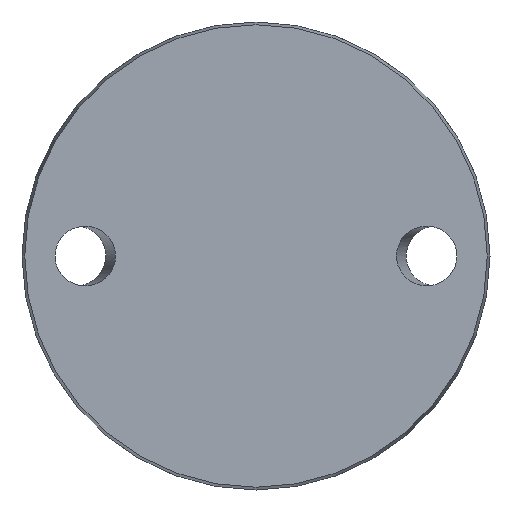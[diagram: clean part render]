
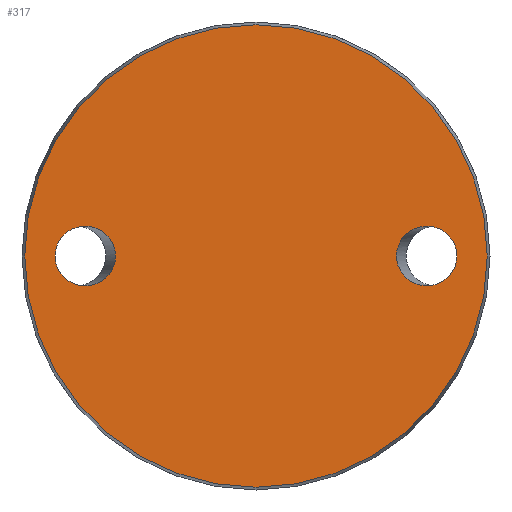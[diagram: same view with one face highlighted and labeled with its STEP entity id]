
A CAD part, front view. The second image highlights one B-rep face of the part: STEP entity #317.
In plain terms, the highlighted planar face has unit normal (0, -1, 0).
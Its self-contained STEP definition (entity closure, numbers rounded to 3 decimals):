
#3 = CARTESIAN_POINT ( 'NONE',  ( -42.087, 0., 0. ) ) ;
#15 = VERTEX_POINT ( 'NONE', #771 ) ;
#18 = CARTESIAN_POINT ( 'NONE',  ( -42.087, 0., 0. ) ) ;
#35 = CARTESIAN_POINT ( 'NONE',  ( 29.413, 0., 12.5 ) ) ;
#38 = EDGE_LOOP ( 'NONE', ( #972 ) ) ;
#83 = FACE_BOUND ( 'NONE', #884, .T. ) ;
#95 = CARTESIAN_POINT ( 'NONE',  ( 0., 0., -48.425 ) ) ;
#120 = DIRECTION ( 'NONE',  ( 0., 0., -1. ) ) ;
#174 = CARTESIAN_POINT ( 'NONE',  ( -29.413, 0., 0. ) ) ;
#182 = EDGE_CURVE ( 'NONE', #15, #15, #258, .T. ) ;
#186 = CARTESIAN_POINT ( 'NONE',  ( 0., 0., 0. ) ) ;
#197 = ORIENTED_EDGE ( 'NONE', *, *, #726, .T. ) ;
#220 = EDGE_CURVE ( 'NONE', #245, #245, #668, .T. ) ;
#223 = DIRECTION ( 'NONE',  ( 0., 0., 1. ) ) ;
#244 = CARTESIAN_POINT ( 'NONE',  ( -29.413, 0., 12.5 ) ) ;
#245 = VERTEX_POINT ( 'NONE', #3 ) ;
#258 =( BOUNDED_CURVE ( )  B_SPLINE_CURVE ( 3, ( #408, #644, #337, #786, #422, #35, #558 ),
 .UNSPECIFIED., .T., .F. ) 
 B_SPLINE_CURVE_WITH_KNOTS ( ( 4, 3, 4 ),
 ( 0., 3.142, 6.283 ),
 .UNSPECIFIED. ) 
 CURVE ( )  GEOMETRIC_REPRESENTATION_ITEM ( )  RATIONAL_B_SPLINE_CURVE ( ( 1., 0.333, 0.333, 1., 0.333, 0.333, 1. ) ) 
 REPRESENTATION_ITEM ( '' )  );
#315 = AXIS2_PLACEMENT_3D ( 'NONE', #186, #866, #120 ) ;
#317 = ADVANCED_FACE ( 'NONE', ( #696, #83, #906 ), #503, .F. ) ;
#337 = CARTESIAN_POINT ( 'NONE',  ( 42.087, 0., -12.5 ) ) ;
#358 = CIRCLE ( 'NONE', #315, 48.425 ) ;
#408 = CARTESIAN_POINT ( 'NONE',  ( 29.413, 0., 0. ) ) ;
#422 = CARTESIAN_POINT ( 'NONE',  ( 42.087, 0., 12.5 ) ) ;
#479 = CARTESIAN_POINT ( 'NONE',  ( -42.087, 0., 0. ) ) ;
#503 = PLANE ( 'NONE',  #680 ) ;
#549 = VERTEX_POINT ( 'NONE', #95 ) ;
#558 = CARTESIAN_POINT ( 'NONE',  ( 29.413, 0., 0. ) ) ;
#644 = CARTESIAN_POINT ( 'NONE',  ( 29.413, 0., -12.5 ) ) ;
#649 = CARTESIAN_POINT ( 'NONE',  ( -42.087, 0., -12.5 ) ) ;
#668 =( BOUNDED_CURVE ( )  B_SPLINE_CURVE ( 3, ( #479, #799, #244, #174, #708, #649, #18 ),
 .UNSPECIFIED., .T., .F. ) 
 B_SPLINE_CURVE_WITH_KNOTS ( ( 4, 3, 4 ),
 ( 0., 3.142, 6.283 ),
 .UNSPECIFIED. ) 
 CURVE ( )  GEOMETRIC_REPRESENTATION_ITEM ( )  RATIONAL_B_SPLINE_CURVE ( ( 1., 0.333, 0.333, 1., 0.333, 0.333, 1. ) ) 
 REPRESENTATION_ITEM ( '' )  );
#680 = AXIS2_PLACEMENT_3D ( 'NONE', #980, #740, #223 ) ;
#696 = FACE_BOUND ( 'NONE', #38, .T. ) ;
#708 = CARTESIAN_POINT ( 'NONE',  ( -29.413, 0., -12.5 ) ) ;
#726 = EDGE_CURVE ( 'NONE', #549, #549, #358, .T. ) ;
#740 = DIRECTION ( 'NONE',  ( 0., 1., 0. ) ) ;
#771 = CARTESIAN_POINT ( 'NONE',  ( 29.413, 0., 0. ) ) ;
#786 = CARTESIAN_POINT ( 'NONE',  ( 42.087, 0., 0. ) ) ;
#799 = CARTESIAN_POINT ( 'NONE',  ( -42.087, 0., 12.5 ) ) ;
#849 = EDGE_LOOP ( 'NONE', ( #197 ) ) ;
#866 = DIRECTION ( 'NONE',  ( 0., -1., 0. ) ) ;
#874 = ORIENTED_EDGE ( 'NONE', *, *, #182, .F. ) ;
#884 = EDGE_LOOP ( 'NONE', ( #874 ) ) ;
#906 = FACE_OUTER_BOUND ( 'NONE', #849, .T. ) ;
#972 = ORIENTED_EDGE ( 'NONE', *, *, #220, .T. ) ;
#980 = CARTESIAN_POINT ( 'NONE',  ( -48.425, 0., 0. ) ) ;
